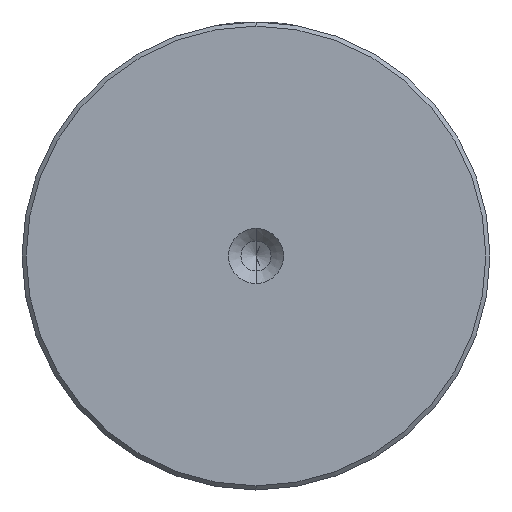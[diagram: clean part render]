
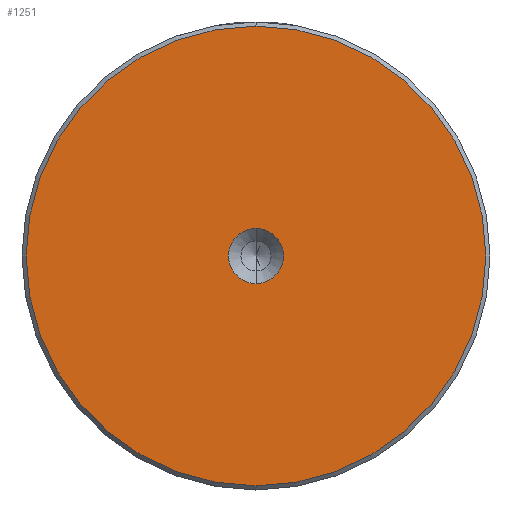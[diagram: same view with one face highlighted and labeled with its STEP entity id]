
A CAD part, left-side view. The second image highlights one B-rep face of the part: STEP entity #1251.
In plain terms, the highlighted planar face has unit normal (-1, 0, 0).
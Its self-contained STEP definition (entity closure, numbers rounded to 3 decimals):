
#135 = CIRCLE ( 'NONE', #1892, 27.5 ) ;
#141 = AXIS2_PLACEMENT_3D ( 'NONE', #1268, #148, #1445 ) ;
#148 = DIRECTION ( 'NONE',  ( -1., 0., 0. ) ) ;
#158 = CARTESIAN_POINT ( 'NONE',  ( 0., 0., 0. ) ) ;
#168 = DIRECTION ( 'NONE',  ( -1., 0., 0. ) ) ;
#176 = PLANE ( 'NONE',  #583 ) ;
#256 = EDGE_LOOP ( 'NONE', ( #2229, #2249 ) ) ;
#264 = FACE_BOUND ( 'NONE', #256, .T. ) ;
#280 = EDGE_LOOP ( 'NONE', ( #1998, #2189 ) ) ;
#300 = CIRCLE ( 'NONE', #141, 3.3 ) ;
#348 = DIRECTION ( 'NONE',  ( 0., 0., 1. ) ) ;
#355 = CIRCLE ( 'NONE', #1511, 27.5 ) ;
#371 = DIRECTION ( 'NONE',  ( 0., 0., 1. ) ) ;
#534 = EDGE_CURVE ( 'NONE', #926, #1744, #355, .T. ) ;
#583 = AXIS2_PLACEMENT_3D ( 'NONE', #2156, #168, #371 ) ;
#692 = CARTESIAN_POINT ( 'NONE',  ( 0., 0., 0. ) ) ;
#883 = DIRECTION ( 'NONE',  ( 0., 0., 1. ) ) ;
#885 = VERTEX_POINT ( 'NONE', #1969 ) ;
#926 = VERTEX_POINT ( 'NONE', #1239 ) ;
#945 = EDGE_CURVE ( 'NONE', #1744, #926, #135, .T. ) ;
#1018 = EDGE_CURVE ( 'NONE', #1318, #885, #300, .T. ) ;
#1096 = DIRECTION ( 'NONE',  ( 0., 0., 1. ) ) ;
#1239 = CARTESIAN_POINT ( 'NONE',  ( 0., 0., -27.5 ) ) ;
#1249 = DIRECTION ( 'NONE',  ( -1., 0., 0. ) ) ;
#1251 = ADVANCED_FACE ( 'NONE', ( #2182, #264 ), #176, .T. ) ;
#1260 = CARTESIAN_POINT ( 'NONE',  ( 0., 0., 0. ) ) ;
#1268 = CARTESIAN_POINT ( 'NONE',  ( 0., 0., 0. ) ) ;
#1318 = VERTEX_POINT ( 'NONE', #1836 ) ;
#1402 = CARTESIAN_POINT ( 'NONE',  ( 0., 0., 27.5 ) ) ;
#1445 = DIRECTION ( 'NONE',  ( 0., 0., 1. ) ) ;
#1454 = DIRECTION ( 'NONE',  ( -1., 0., 0. ) ) ;
#1511 = AXIS2_PLACEMENT_3D ( 'NONE', #1260, #1249, #1096 ) ;
#1619 = EDGE_CURVE ( 'NONE', #885, #1318, #1906, .T. ) ;
#1740 = AXIS2_PLACEMENT_3D ( 'NONE', #158, #1454, #348 ) ;
#1744 = VERTEX_POINT ( 'NONE', #1402 ) ;
#1836 = CARTESIAN_POINT ( 'NONE',  ( 0., 0., -3.3 ) ) ;
#1892 = AXIS2_PLACEMENT_3D ( 'NONE', #692, #1938, #883 ) ;
#1906 = CIRCLE ( 'NONE', #1740, 3.3 ) ;
#1938 = DIRECTION ( 'NONE',  ( -1., 0., 0. ) ) ;
#1969 = CARTESIAN_POINT ( 'NONE',  ( 0., 0., 3.3 ) ) ;
#1998 = ORIENTED_EDGE ( 'NONE', *, *, #534, .T. ) ;
#2156 = CARTESIAN_POINT ( 'NONE',  ( 0., 0., 0. ) ) ;
#2182 = FACE_OUTER_BOUND ( 'NONE', #280, .T. ) ;
#2189 = ORIENTED_EDGE ( 'NONE', *, *, #945, .T. ) ;
#2229 = ORIENTED_EDGE ( 'NONE', *, *, #1619, .F. ) ;
#2249 = ORIENTED_EDGE ( 'NONE', *, *, #1018, .F. ) ;
